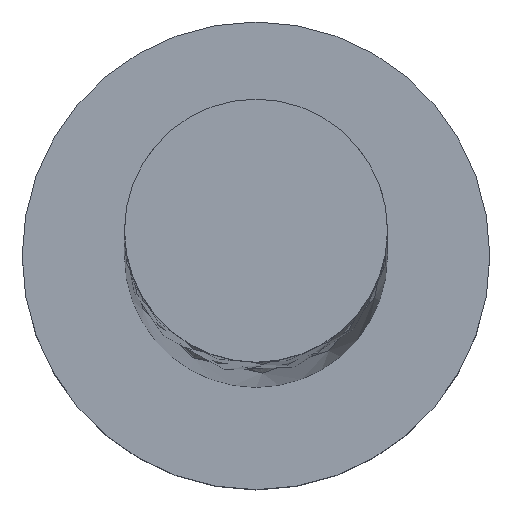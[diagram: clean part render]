
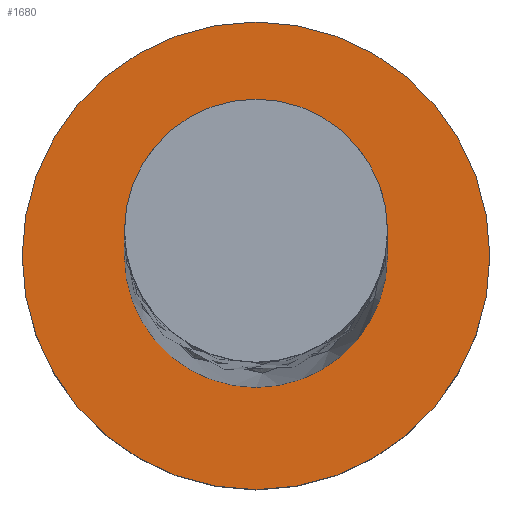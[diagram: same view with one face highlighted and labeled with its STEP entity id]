
A CAD part, top view. The second image highlights one B-rep face of the part: STEP entity #1680.
In plain terms, the highlighted planar face has unit normal (0, 0, 1).
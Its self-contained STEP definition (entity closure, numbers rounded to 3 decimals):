
#12 = VERTEX_POINT ( 'NONE', #1444 ) ;
#28 = CIRCLE ( 'NONE', #507, 4. ) ;
#45 = DIRECTION ( 'NONE',  ( 1., 0., 0. ) ) ;
#59 = CARTESIAN_POINT ( 'NONE',  ( 4., 0., 3. ) ) ;
#73 = CARTESIAN_POINT ( 'NONE',  ( 0., 0., 3. ) ) ;
#134 = CIRCLE ( 'NONE', #443, 4. ) ;
#161 = VERTEX_POINT ( 'NONE', #59 ) ;
#237 = PLANE ( 'NONE',  #1250 ) ;
#268 = EDGE_LOOP ( 'NONE', ( #292, #1159 ) ) ;
#279 = EDGE_CURVE ( 'NONE', #161, #12, #28, .T. ) ;
#292 = ORIENTED_EDGE ( 'NONE', *, *, #851, .T. ) ;
#310 = DIRECTION ( 'NONE',  ( 0., 0., 1. ) ) ;
#443 = AXIS2_PLACEMENT_3D ( 'NONE', #1227, #310, #968 ) ;
#507 = AXIS2_PLACEMENT_3D ( 'NONE', #73, #1116, #850 ) ;
#620 = VERTEX_POINT ( 'NONE', #1118 ) ;
#636 = FACE_BOUND ( 'NONE', #1534, .T. ) ;
#802 = EDGE_CURVE ( 'NONE', #1317, #620, #810, .T. ) ;
#810 = CIRCLE ( 'NONE', #1707, 2.25 ) ;
#816 = CARTESIAN_POINT ( 'NONE',  ( -2.25, 0., 3. ) ) ;
#850 = DIRECTION ( 'NONE',  ( 1., 0., 0. ) ) ;
#851 = EDGE_CURVE ( 'NONE', #12, #161, #134, .T. ) ;
#968 = DIRECTION ( 'NONE',  ( 1., 0., 0. ) ) ;
#971 = CARTESIAN_POINT ( 'NONE',  ( 0., 0., 3. ) ) ;
#976 = CIRCLE ( 'NONE', #1225, 2.25 ) ;
#1074 = CARTESIAN_POINT ( 'NONE',  ( 0., 0., 3. ) ) ;
#1113 = ORIENTED_EDGE ( 'NONE', *, *, #1364, .F. ) ;
#1116 = DIRECTION ( 'NONE',  ( 0., 0., 1. ) ) ;
#1118 = CARTESIAN_POINT ( 'NONE',  ( 2.25, 0., 3. ) ) ;
#1159 = ORIENTED_EDGE ( 'NONE', *, *, #279, .T. ) ;
#1225 = AXIS2_PLACEMENT_3D ( 'NONE', #971, #1343, #1618 ) ;
#1227 = CARTESIAN_POINT ( 'NONE',  ( 0., 0., 3. ) ) ;
#1235 = DIRECTION ( 'NONE',  ( 0., 0., 1. ) ) ;
#1250 = AXIS2_PLACEMENT_3D ( 'NONE', #1291, #1698, #1578 ) ;
#1291 = CARTESIAN_POINT ( 'NONE',  ( 0., 0., 3. ) ) ;
#1317 = VERTEX_POINT ( 'NONE', #816 ) ;
#1343 = DIRECTION ( 'NONE',  ( 0., 0., 1. ) ) ;
#1364 = EDGE_CURVE ( 'NONE', #620, #1317, #976, .T. ) ;
#1444 = CARTESIAN_POINT ( 'NONE',  ( -4., 0., 3. ) ) ;
#1469 = ORIENTED_EDGE ( 'NONE', *, *, #802, .F. ) ;
#1534 = EDGE_LOOP ( 'NONE', ( #1469, #1113 ) ) ;
#1540 = FACE_OUTER_BOUND ( 'NONE', #268, .T. ) ;
#1578 = DIRECTION ( 'NONE',  ( 1., 0., 0. ) ) ;
#1618 = DIRECTION ( 'NONE',  ( 1., 0., 0. ) ) ;
#1680 = ADVANCED_FACE ( 'NONE', ( #636, #1540 ), #237, .T. ) ;
#1698 = DIRECTION ( 'NONE',  ( 0., 0., 1. ) ) ;
#1707 = AXIS2_PLACEMENT_3D ( 'NONE', #1074, #1235, #45 ) ;
